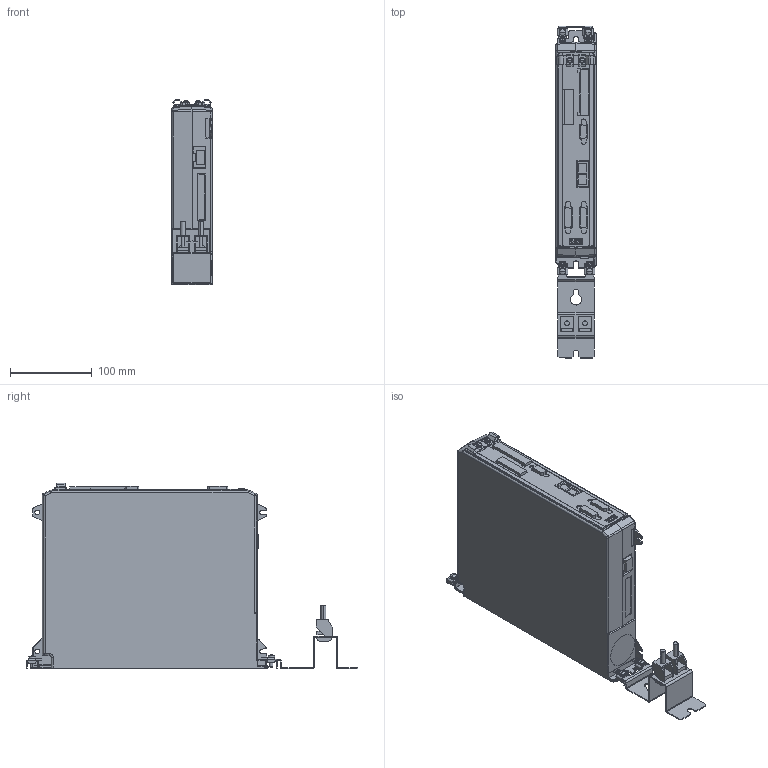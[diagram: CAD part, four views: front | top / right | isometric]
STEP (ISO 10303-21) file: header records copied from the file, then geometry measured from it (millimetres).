
FILE_DESCRIPTION (( 'STEP AP214' ), '1' );
FILE_NAME ('S6-2T01-A010.STEP', '2023-01-09T15:02:23', ( '' ), ( '' ), 'SwSTEP 2.0', 'SolidWorks 2022', '' );
FILE_SCHEMA (( 'AUTOMOTIVE_DESIGN' ));
Length unit declared in the file: millimetre
Products named in the file (3): S6-2T01-A010; Schirmbügel-2; S6-2T01-A010-1
Assembly tree (2 placements, depth 2):
  S6-2T01-A010
    S6-2T01-A010-1
    Schirmbügel-2
Bounding box: 49 x 406 x 226.9 mm (x, y, z)
Volume: 2822870.4 mm3; surface area: 199871.2 mm2
Topology: 3 solids, 3 shells, 1182 faces, 3116 edges, 1981 vertices
Faces by surface type: plane 627, cylinder 361, bspline 117, cone 68, sphere 6, torus 3
Entity records: 45227 total; most frequent: CARTESIAN_POINT 16319, ORIENTED_EDGE 6206, DIRECTION 5588, EDGE_CURVE 3103, LINE 2022, VECTOR 2022, VERTEX_POINT 1981, AXIS2_PLACEMENT_3D 1783
